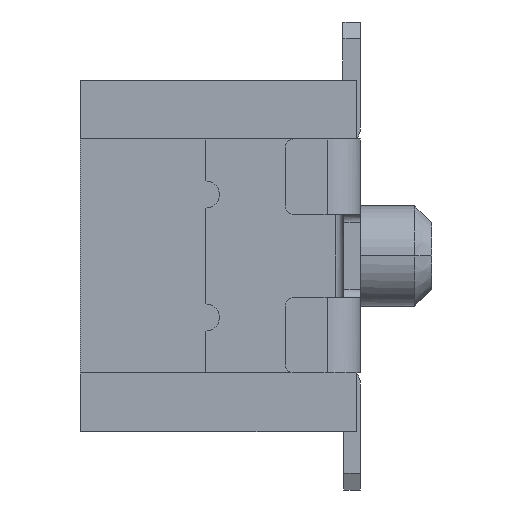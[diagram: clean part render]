
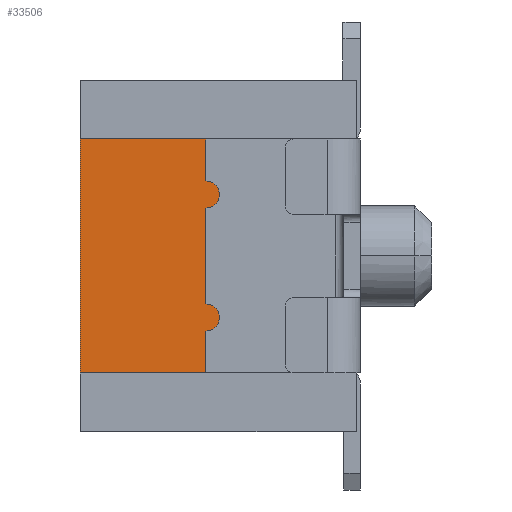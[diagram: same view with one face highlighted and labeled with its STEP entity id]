
A CAD part, left-side view. The second image highlights one B-rep face of the part: STEP entity #33506.
In plain terms, the highlighted planar face has unit normal (1, 0, 0).
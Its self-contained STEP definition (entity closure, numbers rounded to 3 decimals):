
#1831=DIRECTION('',(0.,0.,-1.));
#1832=VECTOR('',#1831,0.502);
#1833=CARTESIAN_POINT('',(1.4,2.7,-1.4));
#1834=LINE('',#1833,#1832);
#1852=DIRECTION('',(0.,1.,0.));
#1853=VECTOR('',#1852,1.5);
#1854=CARTESIAN_POINT('',(1.4,2.7,-1.4));
#1855=LINE('',#1854,#1853);
#12381=DIRECTION('',(0.,-1.,0.));
#12382=VECTOR('',#12381,1.5);
#12383=CARTESIAN_POINT('',(1.4,4.2,-4.2));
#12384=LINE('',#12383,#12382);
#12398=DIRECTION('',(0.,0.,-1.));
#12399=VECTOR('',#12398,0.502);
#12400=CARTESIAN_POINT('',(1.4,2.7,-3.698));
#12401=LINE('',#12400,#12399);
#12410=DIRECTION('',(0.,0.,-1.));
#12411=VECTOR('',#12410,2.8);
#12412=CARTESIAN_POINT('',(1.4,4.2,-1.4));
#12413=LINE('',#12412,#12411);
#12414=CARTESIAN_POINT('',(1.4,2.7,-3.536));
#12415=DIRECTION('',(-1.,0.,0.));
#12416=DIRECTION('',(0.,0.,-1.));
#12417=AXIS2_PLACEMENT_3D('',#12414,#12415,#12416);
#12419=DIRECTION('',(0.,0.,1.));
#12420=VECTOR('',#12419,1.147);
#12421=CARTESIAN_POINT('',(1.4,2.7,-3.373));
#12422=LINE('',#12421,#12420);
#12423=CARTESIAN_POINT('',(1.4,2.7,-2.064));
#12424=DIRECTION('',(-1.,0.,0.));
#12425=DIRECTION('',(0.,0.,-1.));
#12426=AXIS2_PLACEMENT_3D('',#12423,#12424,#12425);
#13228=CARTESIAN_POINT('',(1.4,4.2,-1.4));
#13229=VERTEX_POINT('',#13228);
#13230=CARTESIAN_POINT('',(1.4,4.2,-4.2));
#13231=VERTEX_POINT('',#13230);
#13344=CARTESIAN_POINT('',(1.4,2.7,-3.373));
#13345=VERTEX_POINT('',#13344);
#13346=CARTESIAN_POINT('',(1.4,2.7,-3.698));
#13347=VERTEX_POINT('',#13346);
#13348=CARTESIAN_POINT('',(1.4,2.7,-2.227));
#13349=VERTEX_POINT('',#13348);
#13350=CARTESIAN_POINT('',(1.4,2.7,-1.4));
#13351=CARTESIAN_POINT('',(1.4,2.7,-1.902));
#13352=VERTEX_POINT('',#13350);
#13353=VERTEX_POINT('',#13351);
#13354=CARTESIAN_POINT('',(1.4,2.7,-4.2));
#13355=VERTEX_POINT('',#13354);
#33491=CARTESIAN_POINT('',(1.4,3.369,-2.8));
#33492=DIRECTION('',(1.,0.,0.));
#33493=DIRECTION('',(0.,0.,1.));
#33494=AXIS2_PLACEMENT_3D('',#33491,#33492,#33493);
#33495=PLANE('',#33494);
#33496=ORIENTED_EDGE('',*,*,#19084,.F.);
#33497=ORIENTED_EDGE('',*,*,#19102,.T.);
#33498=ORIENTED_EDGE('',*,*,#19367,.T.);
#33499=ORIENTED_EDGE('',*,*,#33468,.T.);
#33500=ORIENTED_EDGE('',*,*,#33484,.F.);
#33501=ORIENTED_EDGE('',*,*,#19039,.T.);
#33502=ORIENTED_EDGE('',*,*,#19056,.T.);
#33503=ORIENTED_EDGE('',*,*,#19068,.T.);
#33504=EDGE_LOOP('',(#33496,#33497,#33498,#33499,#33500,#33501,#33502,#33503));
#33505=FACE_OUTER_BOUND('',#33504,.F.);
#12418=CIRCLE('',#12417,0.162);
#12427=CIRCLE('',#12426,0.162);
#19039=EDGE_CURVE('',#13347,#13345,#12418,.T.);
#19056=EDGE_CURVE('',#13345,#13349,#12422,.T.);
#19068=EDGE_CURVE('',#13349,#13353,#12427,.T.);
#19084=EDGE_CURVE('',#13352,#13353,#1834,.T.);
#19102=EDGE_CURVE('',#13352,#13229,#1855,.T.);
#19367=EDGE_CURVE('',#13229,#13231,#12413,.T.);
#33468=EDGE_CURVE('',#13231,#13355,#12384,.T.);
#33484=EDGE_CURVE('',#13347,#13355,#12401,.T.);
#33506=ADVANCED_FACE('',(#33505),#33495,.T.);
